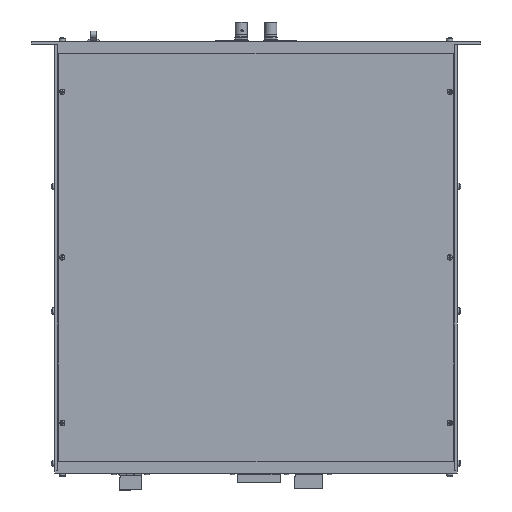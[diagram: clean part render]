
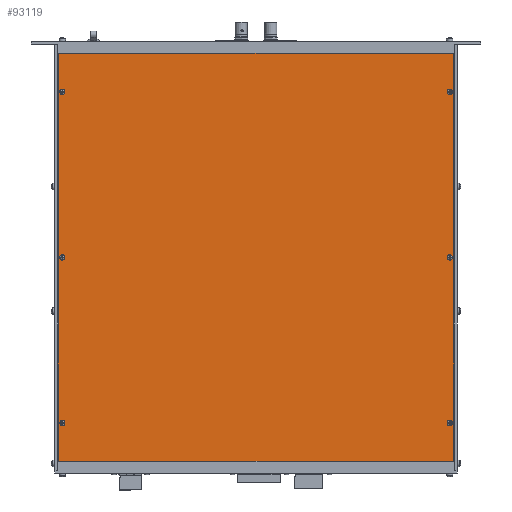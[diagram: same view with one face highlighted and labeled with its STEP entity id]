
A CAD part, front view. The second image highlights one B-rep face of the part: STEP entity #93119.
In plain terms, the highlighted face is planar.
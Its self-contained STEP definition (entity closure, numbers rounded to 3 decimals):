
#2017=FACE_BOUND('',#15914,.T.);
#2018=FACE_BOUND('',#15915,.T.);
#2019=FACE_BOUND('',#15916,.T.);
#2020=FACE_BOUND('',#15917,.T.);
#2021=FACE_BOUND('',#15918,.T.);
#2022=FACE_BOUND('',#15919,.T.);
#3473=PLANE('',#99564);
#10680=FACE_OUTER_BOUND('',#15913,.T.);
#15913=EDGE_LOOP('',(#71229,#71230,#71231,#71232,#71233,#71234,#71235,#71236,
#71237,#71238,#71239,#71240));
#15914=EDGE_LOOP('',(#71241));
#15915=EDGE_LOOP('',(#71242));
#15916=EDGE_LOOP('',(#71243));
#15917=EDGE_LOOP('',(#71244));
#15918=EDGE_LOOP('',(#71245));
#15919=EDGE_LOOP('',(#71246));
#22361=LINE('',#140891,#31745);
#22365=LINE('',#140899,#31749);
#22368=LINE('',#140905,#31752);
#22373=LINE('',#140914,#31757);
#22374=LINE('',#140917,#31758);
#22377=LINE('',#140924,#31761);
#22381=LINE('',#140932,#31765);
#22384=LINE('',#140938,#31768);
#22387=LINE('',#140944,#31771);
#22392=LINE('',#140953,#31776);
#22400=LINE('',#140992,#31784);
#22402=LINE('',#140995,#31786);
#31745=VECTOR('',#112006,0.394);
#31749=VECTOR('',#112012,0.394);
#31752=VECTOR('',#112017,0.394);
#31757=VECTOR('',#112024,0.394);
#31758=VECTOR('',#112027,0.394);
#31761=VECTOR('',#112032,0.394);
#31765=VECTOR('',#112038,0.394);
#31768=VECTOR('',#112043,0.394);
#31771=VECTOR('',#112048,0.394);
#31776=VECTOR('',#112055,0.394);
#31784=VECTOR('',#112101,0.394);
#31786=VECTOR('',#112105,0.394);
#39977=CIRCLE('',#99544,0.094);
#39979=CIRCLE('',#99547,0.094);
#39981=CIRCLE('',#99550,0.094);
#39983=CIRCLE('',#99553,0.094);
#39985=CIRCLE('',#99556,0.094);
#39987=CIRCLE('',#99559,0.094);
#44508=VERTEX_POINT('',#140889);
#44509=VERTEX_POINT('',#140890);
#44512=VERTEX_POINT('',#140898);
#44514=VERTEX_POINT('',#140904);
#44517=VERTEX_POINT('',#140912);
#44518=VERTEX_POINT('',#140916);
#44520=VERTEX_POINT('',#140922);
#44521=VERTEX_POINT('',#140923);
#44524=VERTEX_POINT('',#140931);
#44526=VERTEX_POINT('',#140937);
#44528=VERTEX_POINT('',#140943);
#44531=VERTEX_POINT('',#140951);
#44532=VERTEX_POINT('',#140955);
#44534=VERTEX_POINT('',#140961);
#44536=VERTEX_POINT('',#140967);
#44538=VERTEX_POINT('',#140973);
#44540=VERTEX_POINT('',#140979);
#44542=VERTEX_POINT('',#140985);
#54481=EDGE_CURVE('',#44508,#44509,#22361,.T.);
#54485=EDGE_CURVE('',#44512,#44508,#22365,.T.);
#54488=EDGE_CURVE('',#44509,#44514,#22368,.T.);
#54493=EDGE_CURVE('',#44512,#44517,#22373,.T.);
#54494=EDGE_CURVE('',#44518,#44514,#22374,.T.);
#54497=EDGE_CURVE('',#44520,#44521,#22377,.T.);
#54501=EDGE_CURVE('',#44524,#44520,#22381,.T.);
#54504=EDGE_CURVE('',#44521,#44526,#22384,.T.);
#54507=EDGE_CURVE('',#44528,#44524,#22387,.T.);
#54512=EDGE_CURVE('',#44526,#44531,#22392,.T.);
#54513=EDGE_CURVE('',#44532,#44532,#39977,.T.);
#54516=EDGE_CURVE('',#44534,#44534,#39979,.T.);
#54519=EDGE_CURVE('',#44536,#44536,#39981,.T.);
#54522=EDGE_CURVE('',#44538,#44538,#39983,.T.);
#54525=EDGE_CURVE('',#44540,#44540,#39985,.T.);
#54528=EDGE_CURVE('',#44542,#44542,#39987,.T.);
#54532=EDGE_CURVE('',#44531,#44518,#22400,.T.);
#54534=EDGE_CURVE('',#44517,#44528,#22402,.T.);
#71229=ORIENTED_EDGE('',*,*,#54507,.T.);
#71230=ORIENTED_EDGE('',*,*,#54501,.T.);
#71231=ORIENTED_EDGE('',*,*,#54497,.T.);
#71232=ORIENTED_EDGE('',*,*,#54504,.T.);
#71233=ORIENTED_EDGE('',*,*,#54512,.T.);
#71234=ORIENTED_EDGE('',*,*,#54532,.T.);
#71235=ORIENTED_EDGE('',*,*,#54494,.T.);
#71236=ORIENTED_EDGE('',*,*,#54488,.F.);
#71237=ORIENTED_EDGE('',*,*,#54481,.F.);
#71238=ORIENTED_EDGE('',*,*,#54485,.F.);
#71239=ORIENTED_EDGE('',*,*,#54493,.T.);
#71240=ORIENTED_EDGE('',*,*,#54534,.T.);
#71241=ORIENTED_EDGE('',*,*,#54513,.T.);
#71242=ORIENTED_EDGE('',*,*,#54516,.T.);
#71243=ORIENTED_EDGE('',*,*,#54519,.T.);
#71244=ORIENTED_EDGE('',*,*,#54522,.T.);
#71245=ORIENTED_EDGE('',*,*,#54525,.T.);
#71246=ORIENTED_EDGE('',*,*,#54528,.T.);
#93119=ADVANCED_FACE('',(#10680,#2017,#2018,#2019,#2020,#2021,#2022),#3473,
 .F.);
#99544=AXIS2_PLACEMENT_3D('',#140956,#112058,#112059);
#99547=AXIS2_PLACEMENT_3D('',#140962,#112065,#112066);
#99550=AXIS2_PLACEMENT_3D('',#140968,#112072,#112073);
#99553=AXIS2_PLACEMENT_3D('',#140974,#112079,#112080);
#99556=AXIS2_PLACEMENT_3D('',#140980,#112086,#112087);
#99559=AXIS2_PLACEMENT_3D('',#140986,#112093,#112094);
#99564=AXIS2_PLACEMENT_3D('',#140997,#112108,#112109);
#112006=DIRECTION('',(1.,0.,0.));
#112012=DIRECTION('',(0.,-1.,0.));
#112017=DIRECTION('',(0.,1.,0.));
#112024=DIRECTION('',(-1.,0.,0.));
#112027=DIRECTION('',(-1.,0.,0.));
#112032=DIRECTION('',(1.,0.,0.));
#112038=DIRECTION('',(0.,1.,0.));
#112043=DIRECTION('',(0.,-1.,0.));
#112048=DIRECTION('',(1.,0.,0.));
#112055=DIRECTION('',(1.,0.,0.));
#112058=DIRECTION('center_axis',(0.,0.,1.));
#112059=DIRECTION('ref_axis',(-1.,0.,0.));
#112065=DIRECTION('center_axis',(0.,0.,1.));
#112066=DIRECTION('ref_axis',(-1.,0.,0.));
#112072=DIRECTION('center_axis',(0.,0.,1.));
#112073=DIRECTION('ref_axis',(-1.,0.,0.));
#112079=DIRECTION('center_axis',(0.,0.,1.));
#112080=DIRECTION('ref_axis',(-1.,0.,0.));
#112086=DIRECTION('center_axis',(0.,0.,1.));
#112087=DIRECTION('ref_axis',(-1.,0.,0.));
#112093=DIRECTION('center_axis',(0.,0.,1.));
#112094=DIRECTION('ref_axis',(-1.,0.,0.));
#112101=DIRECTION('',(0.,-1.,0.));
#112105=DIRECTION('',(0.,1.,0.));
#112108=DIRECTION('center_axis',(0.,0.,1.));
#112109=DIRECTION('ref_axis',(1.,0.,0.));
#140889=CARTESIAN_POINT('',(-7.863,-8.863,0.));
#140890=CARTESIAN_POINT('',(7.863,-8.863,0.));
#140891=CARTESIAN_POINT('',(-3.931,-8.863,0.));
#140898=CARTESIAN_POINT('',(-7.863,-8.613,0.));
#140899=CARTESIAN_POINT('',(-7.863,-8.675,0.));
#140904=CARTESIAN_POINT('',(7.863,-8.613,0.));
#140905=CARTESIAN_POINT('',(7.863,-8.8,0.));
#140912=CARTESIAN_POINT('',(-8.363,-8.613,0.));
#140914=CARTESIAN_POINT('',(8.363,-8.613,0.));
#140916=CARTESIAN_POINT('',(8.363,-8.613,0.));
#140917=CARTESIAN_POINT('',(8.363,-8.613,0.));
#140922=CARTESIAN_POINT('',(-7.863,8.863,0.));
#140923=CARTESIAN_POINT('',(7.863,8.863,0.));
#140924=CARTESIAN_POINT('',(-3.931,8.863,0.));
#140931=CARTESIAN_POINT('',(-7.863,8.613,0.));
#140932=CARTESIAN_POINT('',(-7.863,8.675,0.));
#140937=CARTESIAN_POINT('',(7.863,8.613,0.));
#140938=CARTESIAN_POINT('',(7.863,8.8,0.));
#140943=CARTESIAN_POINT('',(-8.363,8.613,0.));
#140944=CARTESIAN_POINT('',(-8.363,8.613,0.));
#140951=CARTESIAN_POINT('',(8.363,8.613,0.));
#140953=CARTESIAN_POINT('',(-8.363,8.613,0.));
#140955=CARTESIAN_POINT('',(8.281,-7.,0.));
#140956=CARTESIAN_POINT('Origin',(8.188,-7.,0.));
#140961=CARTESIAN_POINT('',(-8.094,-7.,0.));
#140962=CARTESIAN_POINT('Origin',(-8.188,-7.,0.));
#140967=CARTESIAN_POINT('',(8.281,7.,0.));
#140968=CARTESIAN_POINT('Origin',(8.188,7.,0.));
#140973=CARTESIAN_POINT('',(-8.094,7.,0.));
#140974=CARTESIAN_POINT('Origin',(-8.188,7.,0.));
#140979=CARTESIAN_POINT('',(8.281,0.,0.));
#140980=CARTESIAN_POINT('Origin',(8.188,0.,0.));
#140985=CARTESIAN_POINT('',(-8.094,0.,0.));
#140986=CARTESIAN_POINT('Origin',(-8.188,0.,0.));
#140992=CARTESIAN_POINT('',(8.363,8.613,0.));
#140995=CARTESIAN_POINT('',(-8.363,-8.613,0.));
#140997=CARTESIAN_POINT('Origin',(0.,0.,0.));
